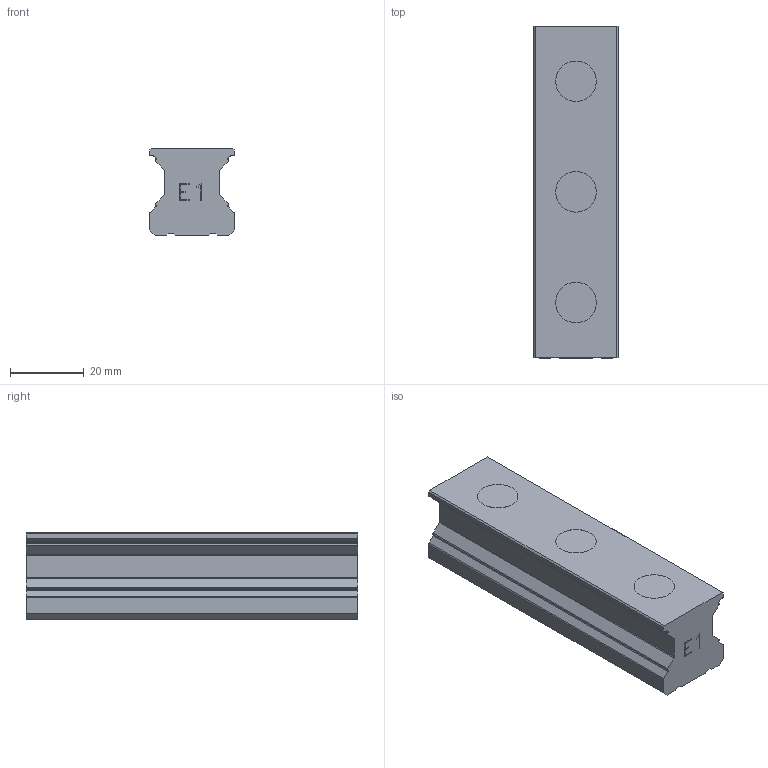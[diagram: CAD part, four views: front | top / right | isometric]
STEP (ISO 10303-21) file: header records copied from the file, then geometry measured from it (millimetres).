
FILE_DESCRIPTION(('STEP AP214'),'1');
FILE_NAME('cctmp_20DC49C0-E673-4B1A-802B-C5D5AF7A2A97_2021_03_10_17_06_23_0173..stp','2021-03-10T16:06:23',('HIWIN GmbH'),('CADClick - www.CADClick.com'),'Spatial InterOp 3D',' ','unknown authorization');
FILE_SCHEMA(('AUTOMOTIVE_DESIGN'));
Length unit declared in the file: millimetre
Products named in the file (1): RGR25R90H_FILE
Bounding box: 23 x 90 x 23.6 mm (x, y, z)
Volume: 36091.5 mm3; surface area: 12032.9 mm2
Topology: 1 solids, 1 shells, 144 faces, 387 edges, 258 vertices
Faces by surface type: plane 108, cylinder 36
Entity records: 5659 total; most frequent: CARTESIAN_POINT 790, ORIENTED_EDGE 774, DIRECTION 749, EDGE_CURVE 387, LINE 315, VECTOR 315, VERTEX_POINT 258, AXIS2_PLACEMENT_3D 217
